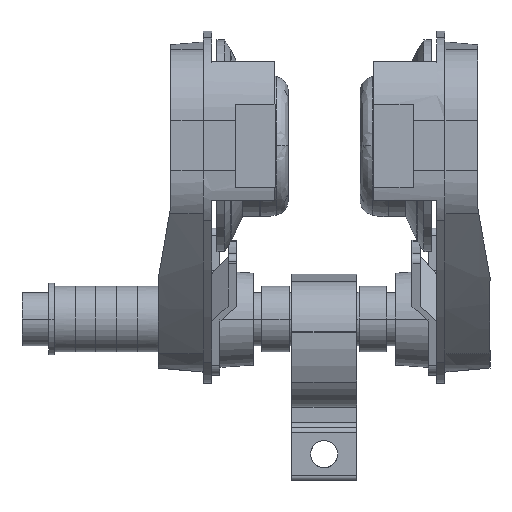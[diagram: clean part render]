
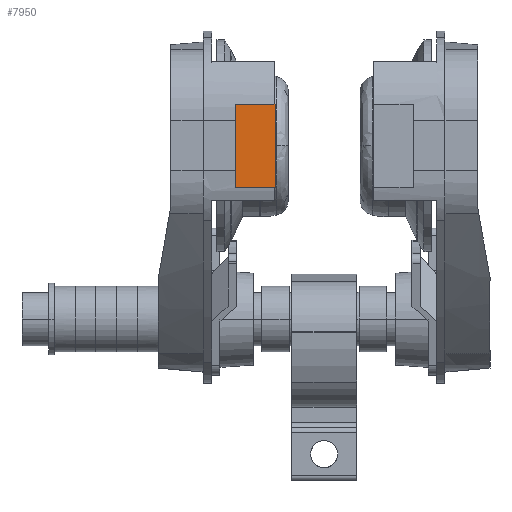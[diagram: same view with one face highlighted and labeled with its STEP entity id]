
A CAD part, left-side view. The second image highlights one B-rep face of the part: STEP entity #7950.
In plain terms, the highlighted face is planar.
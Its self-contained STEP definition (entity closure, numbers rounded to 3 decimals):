
#7950=ADVANCED_FACE('',(#10685),#10686,.F.);
#10685=FACE_OUTER_BOUND('',#12002,.T.);
#10686=PLANE('',#12003);
#12002=EDGE_LOOP('',(#14749,#14750,#14751,#14752));
#12003=AXIS2_PLACEMENT_3D('',#14753,#14754,#14755);
#14749=ORIENTED_EDGE('',*,*,#20135,.F.);
#14750=ORIENTED_EDGE('',*,*,#20136,.F.);
#14751=ORIENTED_EDGE('',*,*,#20137,.F.);
#14752=ORIENTED_EDGE('',*,*,#20138,.F.);
#14753=CARTESIAN_POINT('',(-23.155,-27.12,23.171));
#14754=DIRECTION('',(0.,0.,1.));
#14755=DIRECTION('',(1.,0.,0.));
#20135=EDGE_CURVE('',#25578,#25579,#25580,.T.);
#20136=EDGE_CURVE('',#25581,#25578,#25582,.T.);
#20137=EDGE_CURVE('',#25583,#25581,#25584,.T.);
#20138=EDGE_CURVE('',#25579,#25583,#25585,.T.);
#25578=VERTEX_POINT('',#37050);
#25579=VERTEX_POINT('',#37051);
#25580=LINE('',#37052,#37053);
#25581=VERTEX_POINT('',#37054);
#25582=LINE('',#37055,#37056);
#25583=VERTEX_POINT('',#37057);
#25584=LINE('',#37058,#37059);
#25585=LINE('',#37060,#37061);
#37050=CARTESIAN_POINT('',(-23.155,-3.12,23.171));
#37051=CARTESIAN_POINT('',(-23.155,-27.12,23.171));
#37052=CARTESIAN_POINT('',(-23.155,-3.12,23.171));
#37053=VECTOR('',#57634,1.);
#37054=CARTESIAN_POINT('',(26.845,-3.12,23.171));
#37055=CARTESIAN_POINT('',(26.845,-3.12,23.171));
#37056=VECTOR('',#57635,1.);
#37057=CARTESIAN_POINT('',(26.845,-27.12,23.171));
#37058=CARTESIAN_POINT('',(26.845,-27.12,23.171));
#37059=VECTOR('',#57636,1.);
#37060=CARTESIAN_POINT('',(-23.155,-27.12,23.171));
#37061=VECTOR('',#57637,1.);
#57634=DIRECTION('',(0.,-1.,0.));
#57635=DIRECTION('',(-1.,0.,0.));
#57636=DIRECTION('',(0.,1.,0.));
#57637=DIRECTION('',(1.,0.,0.));
